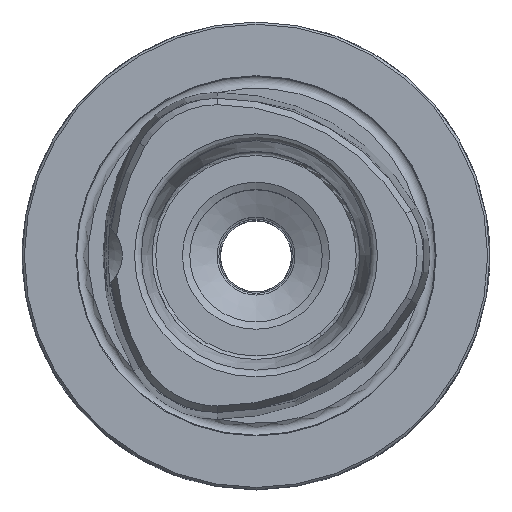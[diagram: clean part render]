
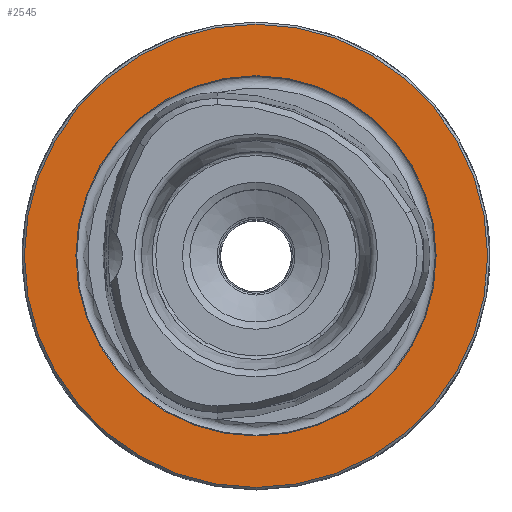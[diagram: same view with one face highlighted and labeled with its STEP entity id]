
A CAD part, top view. The second image highlights one B-rep face of the part: STEP entity #2545.
In plain terms, the highlighted planar face has unit normal (0, 0, 1).
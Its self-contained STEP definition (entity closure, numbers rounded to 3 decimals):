
#218=PLANE('',#2744);
#570=ORIENTED_EDGE('',*,*,#870,.T.);
#571=ORIENTED_EDGE('',*,*,#869,.F.);
#869=EDGE_CURVE('',#1044,#1044,#1175,.T.);
#870=EDGE_CURVE('',#1045,#1045,#1176,.T.);
#1044=VERTEX_POINT('',#3837);
#1045=VERTEX_POINT('',#3840);
#1175=CIRCLE('',#2743,24.264);
#1176=CIRCLE('',#2745,31.2);
#1300=EDGE_LOOP('',(#570));
#1301=EDGE_LOOP('',(#571));
#1479=FACE_BOUND('',#1300,.T.);
#1480=FACE_BOUND('',#1301,.T.);
#2545=ADVANCED_FACE('',(#1479,#1480),#218,.T.);
#2743=AXIS2_PLACEMENT_3D('',#3836,#3152,#3153);
#2744=AXIS2_PLACEMENT_3D('',#3838,#3154,#3155);
#2745=AXIS2_PLACEMENT_3D('',#3839,#3156,#3157);
#3152=DIRECTION('',(0.,0.,1.));
#3153=DIRECTION('',(1.,0.,0.));
#3154=DIRECTION('',(0.,0.,1.));
#3155=DIRECTION('',(1.,0.,0.));
#3156=DIRECTION('',(0.,0.,1.));
#3157=DIRECTION('',(1.,0.,0.));
#3836=CARTESIAN_POINT('',(0.,0.,0.));
#3837=CARTESIAN_POINT('',(24.264,0.,0.));
#3838=CARTESIAN_POINT('',(24.2,0.,0.));
#3839=CARTESIAN_POINT('',(0.,0.,0.));
#3840=CARTESIAN_POINT('',(31.2,0.,0.));
